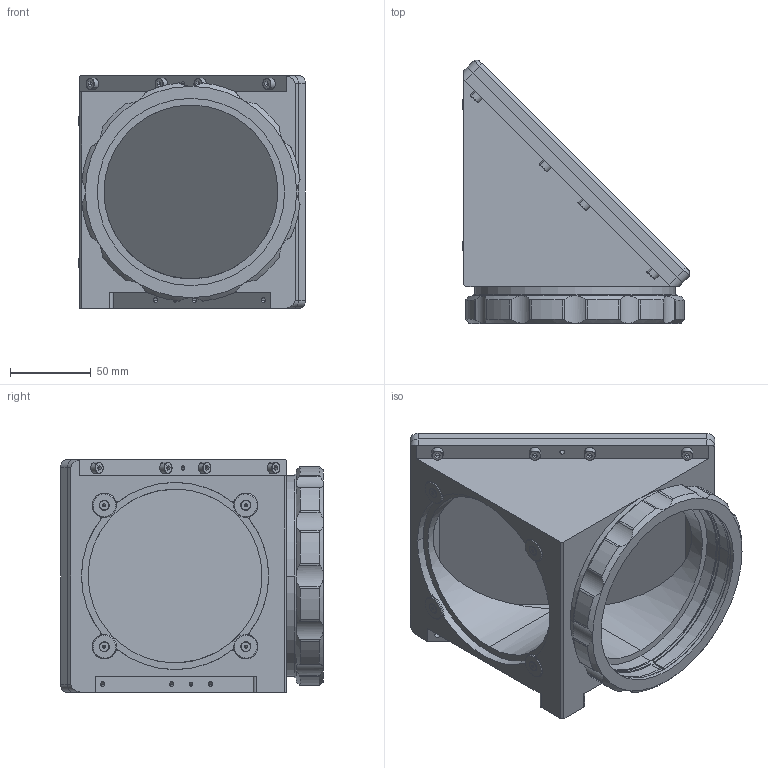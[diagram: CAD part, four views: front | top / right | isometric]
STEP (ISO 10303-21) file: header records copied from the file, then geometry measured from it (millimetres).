
FILE_DESCRIPTION (( 'STEP AP203' ), '1' );
FILE_NAME ('DP22430-A_CMMR080.step', '2022-01-14T15:34:19', ( '' ), ( '' ), 'SwSTEP 2.0', 'SolidWorks 2021', '' );
FILE_SCHEMA (( 'CONFIG_CONTROL_DESIGN' ));
Length unit declared in the file: millimetre
Products named in the file (1): DP22430-A_CMMR080
Bounding box: 140.64 x 162.92 x 144 mm (x, y, z)
Surface area: 169215.9 mm2 (no closed solid volume)
Topology: 0 solids, 39 shells, 401 faces, 1174 edges, 784 vertices
Faces by surface type: cylinder 174, plane 139, cone 72, torus 16
Entity records: 14019 total; most frequent: CARTESIAN_POINT 3361, DIRECTION 2285, ORIENTED_EDGE 2000, EDGE_CURVE 1150, AXIS2_PLACEMENT_3D 856, VERTEX_POINT 784, VECTOR 573, LINE 573
